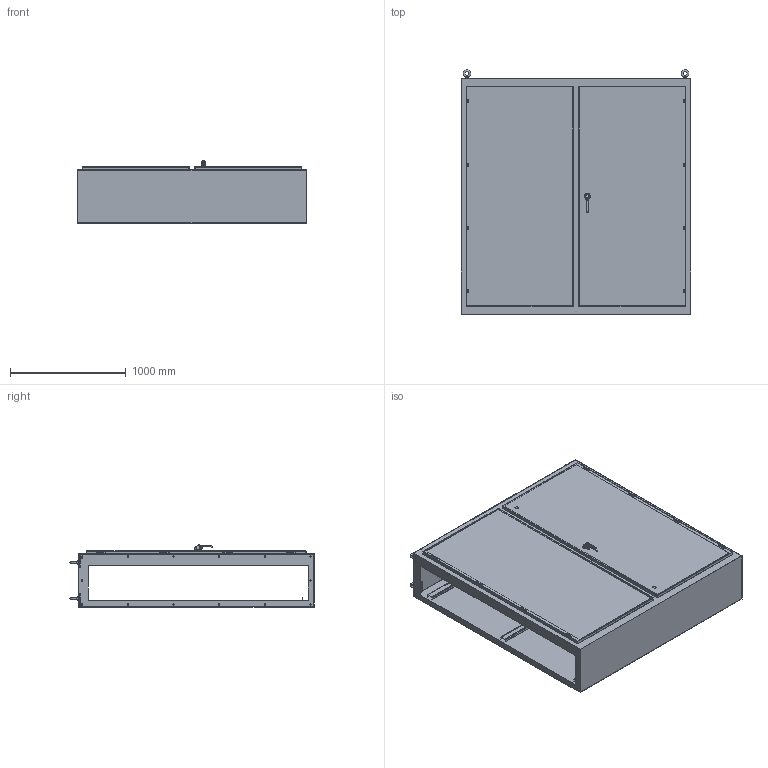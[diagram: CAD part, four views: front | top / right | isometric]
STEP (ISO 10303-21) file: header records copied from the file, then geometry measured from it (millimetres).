
FILE_DESCRIPTION (( 'STEP AP214' ), '1' );
FILE_NAME ('SCE-N80CU7818.STEP', '2024-06-18T13:53:26', ( '' ), ( '' ), 'SwSTEP 2.0', 'SolidWorks 2023', '' );
FILE_SCHEMA (( 'AUTOMOTIVE_DESIGN' ));
Length unit declared in the file: inch
Products named in the file (1): SCE-N80CU7818
Bounding box: 1974.85 x 2106.73 x 534.57 mm (x, y, z)
Volume: 32191178.3 mm3; surface area: 24241919.9 mm2
Topology: 34 solids, 42 shells, 5403 faces, 13866 edges, 8633 vertices
Faces by surface type: plane 2360, cylinder 1773, bspline 634, torus 308, cone 218, sphere 110
Full cylindrical faces by diameter (mm): 1.016 x8, 3.978 x8, 4.318 x40, 4.978 x32, 5.016 x4, 5.207 x16, 5.232 x16, 5.537 x8, 6.096 x16, 6.198 x16, 6.35 x16, 9.525 x20, 10.323 x16, 11.112 x8, 11.113 x16, 15.24 x4, 16 x2, 22 x1, 29.8 x4
Entity records: 254493 total; most frequent: CARTESIAN_POINT 131757, ORIENTED_EDGE 26514, DIRECTION 23066, EDGE_CURVE 13257, VERTEX_POINT 8479, AXIS2_PLACEMENT_3D 8258, VECTOR 6550, LINE 6550
